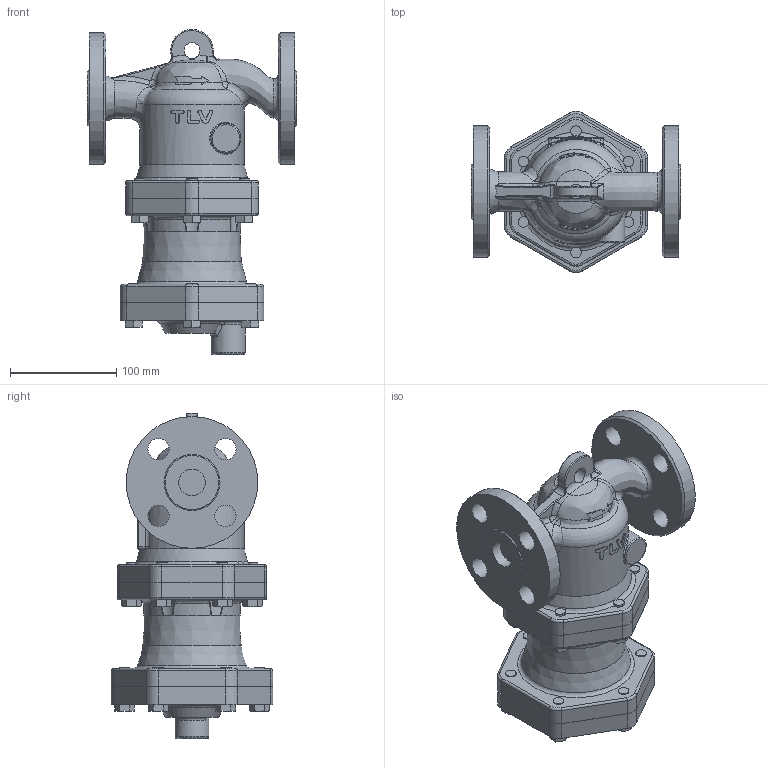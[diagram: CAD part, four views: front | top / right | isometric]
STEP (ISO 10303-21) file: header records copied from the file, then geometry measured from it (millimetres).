
FILE_DESCRIPTION(/* description */ (''),/* implementation_level */ '2;1');
FILE_NAME(/* name */ 'dc3s0-025-a0300-00.stp',/* time_stamp */ '2018-06-28T09:28:45+09:00',/* author */ ('nakaot'),/* organization */ (''),/* preprocessor_version */ 'ST-DEVELOPER v15.6',/* originating_system */ 'Autodesk Inventor 2015',/* authorisation */ '');
FILE_SCHEMA (('CONFIG_CONTROL_DESIGN'));
Length unit declared in the file: millimetre
Products named in the file (1): dc3s0-025-a0300-00
Bounding box: 197 x 152.01 x 305.94 mm (x, y, z)
Volume: 2684518 mm3; surface area: 235707.5 mm2
Topology: 1 solids, 1 shells, 577 faces, 1422 edges, 876 vertices
Faces by surface type: plane 206, bspline 139, cylinder 120, cone 56, torus 54, sphere 2
Full cylindrical faces by diameter (mm): 10 x18, 12 x6, 15 x1, 17.475 x1, 20 x8, 25 x2, 32 x1, 50.8 x2, 90 x1, 98 x1, 100 x1, 124 x2
Entity records: 28599 total; most frequent: CARTESIAN_POINT 16400, ORIENTED_EDGE 2654, DIRECTION 2204, EDGE_CURVE 1327, AXIS2_PLACEMENT_3D 904, VERTEX_POINT 854, EDGE_LOOP 721, FACE_OUTER_BOUND 577
